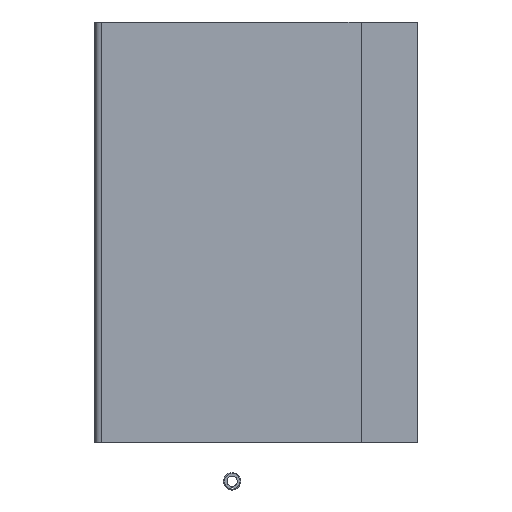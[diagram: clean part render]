
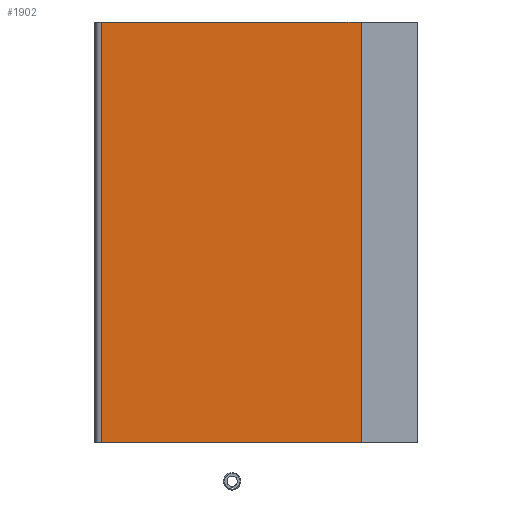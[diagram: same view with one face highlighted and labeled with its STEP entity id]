
A CAD part, left-side view. The second image highlights one B-rep face of the part: STEP entity #1902.
In plain terms, the highlighted planar face has unit normal (-1, 0, 0).
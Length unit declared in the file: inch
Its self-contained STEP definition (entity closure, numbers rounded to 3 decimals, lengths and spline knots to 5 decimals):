
#70 = VECTOR ( 'NONE', #4081, 39.37008 ) ;
#615 = VECTOR ( 'NONE', #12083, 39.37008 ) ;
#712 = DIRECTION ( 'NONE',  ( 0., 1., 0. ) ) ;
#1902 = ADVANCED_FACE ( 'NONE', ( #12146 ), #6365, .F. ) ;
#1972 = CARTESIAN_POINT ( 'NONE',  ( -1.75, 0., -1.875 ) ) ;
#2144 = LINE ( 'NONE', #11426, #70 ) ;
#2358 = LINE ( 'NONE', #9966, #8832 ) ;
#2630 = VECTOR ( 'NONE', #712, 39.37008 ) ;
#2687 = CARTESIAN_POINT ( 'NONE',  ( -1.75, 1.065, -1.875 ) ) ;
#3236 = EDGE_LOOP ( 'NONE', ( #10525, #6978, #8040, #7811 ) ) ;
#4081 = DIRECTION ( 'NONE',  ( 0., 0., -1. ) ) ;
#5160 = CARTESIAN_POINT ( 'NONE',  ( -1.75, 1.065, 1.875 ) ) ;
#5263 = VERTEX_POINT ( 'NONE', #2687 ) ;
#5310 = DIRECTION ( 'NONE',  ( 0., 0., 1. ) ) ;
#5501 = EDGE_CURVE ( 'NONE', #9147, #7942, #6483, .T. ) ;
#5655 = AXIS2_PLACEMENT_3D ( 'NONE', #1972, #5731, #5926 ) ;
#5731 = DIRECTION ( 'NONE',  ( 1., 0., 0. ) ) ;
#5926 = DIRECTION ( 'NONE',  ( 0., 0., -1. ) ) ;
#5953 = VERTEX_POINT ( 'NONE', #6435 ) ;
#6365 = PLANE ( 'NONE',  #5655 ) ;
#6435 = CARTESIAN_POINT ( 'NONE',  ( -1.75, -1.25, -1.875 ) ) ;
#6483 = LINE ( 'NONE', #8287, #2630 ) ;
#6629 = EDGE_CURVE ( 'NONE', #5953, #5263, #9150, .T. ) ;
#6978 = ORIENTED_EDGE ( 'NONE', *, *, #8689, .T. ) ;
#7637 = EDGE_CURVE ( 'NONE', #5953, #9147, #2358, .T. ) ;
#7724 = CARTESIAN_POINT ( 'NONE',  ( -1.75, -1.25, 1.875 ) ) ;
#7811 = ORIENTED_EDGE ( 'NONE', *, *, #7637, .T. ) ;
#7942 = VERTEX_POINT ( 'NONE', #5160 ) ;
#8040 = ORIENTED_EDGE ( 'NONE', *, *, #6629, .F. ) ;
#8287 = CARTESIAN_POINT ( 'NONE',  ( -1.75, 0., 1.875 ) ) ;
#8689 = EDGE_CURVE ( 'NONE', #7942, #5263, #2144, .T. ) ;
#8832 = VECTOR ( 'NONE', #5310, 39.37008 ) ;
#9147 = VERTEX_POINT ( 'NONE', #7724 ) ;
#9150 = LINE ( 'NONE', #9385, #615 ) ;
#9385 = CARTESIAN_POINT ( 'NONE',  ( -1.75, 0., -1.875 ) ) ;
#9966 = CARTESIAN_POINT ( 'NONE',  ( -1.75, -1.25, -2.68803 ) ) ;
#10525 = ORIENTED_EDGE ( 'NONE', *, *, #5501, .T. ) ;
#11426 = CARTESIAN_POINT ( 'NONE',  ( -1.75, 1.065, -1.875 ) ) ;
#12083 = DIRECTION ( 'NONE',  ( 0., 1., 0. ) ) ;
#12146 = FACE_OUTER_BOUND ( 'NONE', #3236, .T. ) ;
